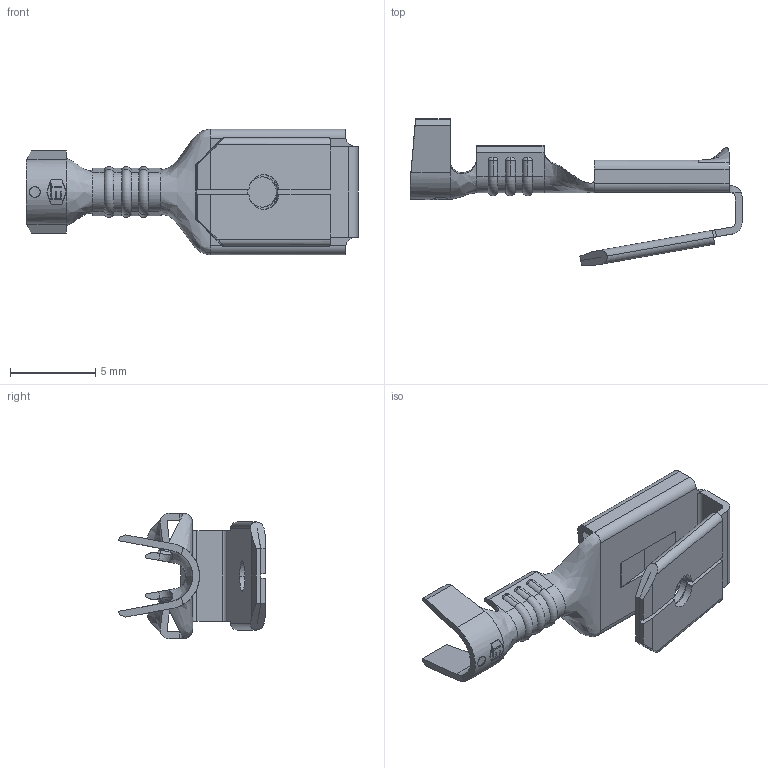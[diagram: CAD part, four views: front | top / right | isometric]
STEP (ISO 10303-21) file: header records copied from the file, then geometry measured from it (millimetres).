
FILE_DESCRIPTION (( 'STEP AP203' ), '1' );
FILE_NAME ('07604.STEP', '2015-01-29T13:13:07', ( '' ), ( '' ), 'SwSTEP 2.0', 'SolidWorks 2014', '' );
FILE_SCHEMA (( 'CONFIG_CONTROL_DESIGN' ));
Length unit declared in the file: inch
Products named in the file (1): 07604
Bounding box: 19.51 x 8.61 x 7.37 mm (x, y, z)
Volume: 116.2 mm3; surface area: 604.1 mm2
Topology: 1 solids, 1 shells, 234 faces, 646 edges, 419 vertices
Faces by surface type: plane 125, cylinder 54, bspline 34, torus 15, cone 6
Entity records: 8735 total; most frequent: CARTESIAN_POINT 2992, ORIENTED_EDGE 1292, DIRECTION 1024, EDGE_CURVE 646, VERTEX_POINT 419, LINE 378, VECTOR 378, AXIS2_PLACEMENT_3D 323
